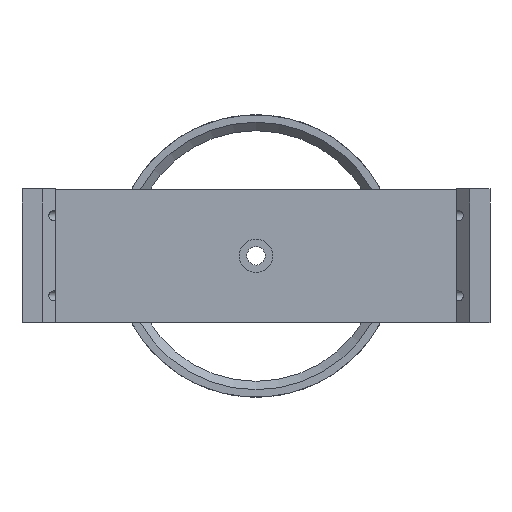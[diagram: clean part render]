
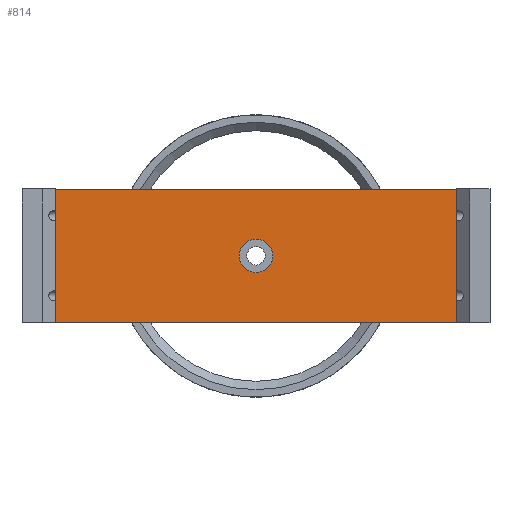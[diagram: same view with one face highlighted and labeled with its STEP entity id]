
A CAD part, top view. The second image highlights one B-rep face of the part: STEP entity #814.
In plain terms, the highlighted planar face has unit normal (0, 0, 1).
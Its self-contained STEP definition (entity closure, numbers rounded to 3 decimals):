
#23=FACE_BOUND('',#144,.T.);
#46=CIRCLE('',#861,5.);
#98=FACE_OUTER_BOUND('',#143,.T.);
#143=EDGE_LOOP('',(#737,#738,#739,#740));
#144=EDGE_LOOP('',(#741));
#160=LINE('',#1175,#239);
#195=LINE('',#1247,#274);
#215=LINE('',#1331,#294);
#224=LINE('',#1365,#303);
#239=VECTOR('',#929,10.);
#274=VECTOR('',#972,10.);
#294=VECTOR('',#1076,10.);
#303=VECTOR('',#1117,10.);
#329=VERTEX_POINT('',#1172);
#330=VERTEX_POINT('',#1174);
#362=VERTEX_POINT('',#1244);
#363=VERTEX_POINT('',#1246);
#376=VERTEX_POINT('',#1294);
#408=EDGE_CURVE('',#330,#329,#160,.T.);
#444=EDGE_CURVE('',#363,#362,#195,.T.);
#470=EDGE_CURVE('',#376,#376,#46,.T.);
#489=EDGE_CURVE('',#329,#363,#215,.T.);
#508=EDGE_CURVE('',#362,#330,#224,.T.);
#737=ORIENTED_EDGE('',*,*,#508,.T.);
#738=ORIENTED_EDGE('',*,*,#408,.T.);
#739=ORIENTED_EDGE('',*,*,#489,.T.);
#740=ORIENTED_EDGE('',*,*,#444,.T.);
#741=ORIENTED_EDGE('',*,*,#470,.T.);
#778=PLANE('',#906);
#814=ADVANCED_FACE('',(#98,#23),#778,.T.);
#861=AXIS2_PLACEMENT_3D('',#1296,#1030,#1031);
#906=AXIS2_PLACEMENT_3D('',#1379,#1139,#1140);
#929=DIRECTION('',(1.,0.,0.));
#972=DIRECTION('',(-1.,0.,0.));
#1030=DIRECTION('center_axis',(0.,0.,-1.));
#1031=DIRECTION('ref_axis',(-1.,0.,0.));
#1076=DIRECTION('',(0.,1.,0.));
#1117=DIRECTION('',(0.,-1.,0.));
#1139=DIRECTION('center_axis',(0.,0.,1.));
#1140=DIRECTION('ref_axis',(-1.,0.,0.));
#1172=CARTESIAN_POINT('',(60.,-20.,24.5));
#1174=CARTESIAN_POINT('',(-60.,-20.,24.5));
#1175=CARTESIAN_POINT('',(70.,-20.,24.5));
#1244=CARTESIAN_POINT('',(-60.,20.,24.5));
#1246=CARTESIAN_POINT('',(60.,20.,24.5));
#1247=CARTESIAN_POINT('',(-70.,20.,24.5));
#1294=CARTESIAN_POINT('',(5.,0.,24.5));
#1296=CARTESIAN_POINT('Origin',(0.,0.,24.5));
#1331=CARTESIAN_POINT('',(60.,10.,24.5));
#1365=CARTESIAN_POINT('',(-60.,-10.,24.5));
#1379=CARTESIAN_POINT('Origin',(0.,0.,
24.5));
